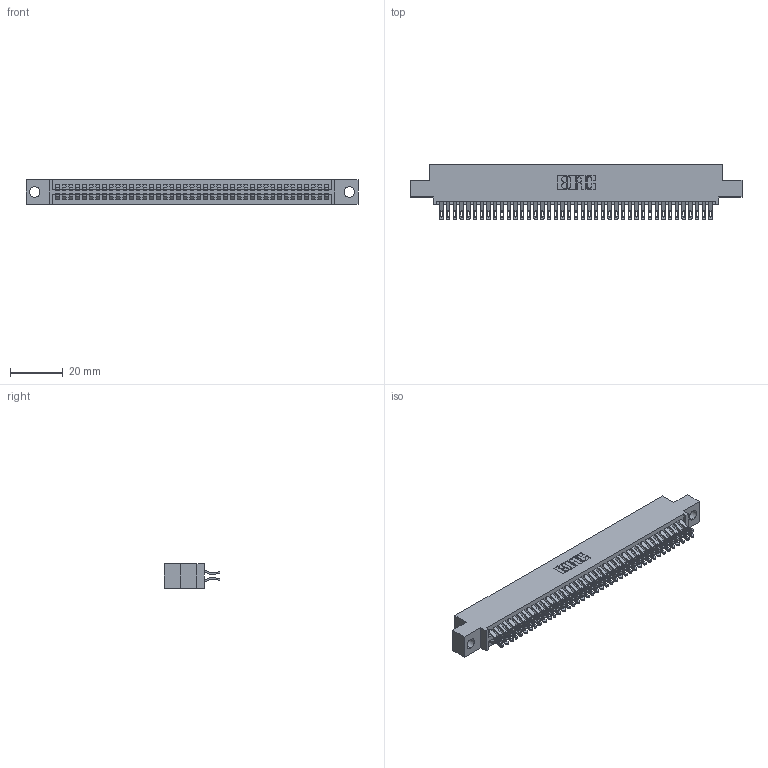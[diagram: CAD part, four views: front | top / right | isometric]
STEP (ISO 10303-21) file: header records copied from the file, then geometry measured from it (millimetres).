
FILE_DESCRIPTION (( 'STEP AP203' ), '1' );
FILE_NAME ('395-082-555-504.STEP', '2021-06-17T07:51:53', ( '' ), ( '' ), 'SwSTEP 2.0', 'SolidWorks 2020', '' );
FILE_SCHEMA (( 'CONFIG_CONTROL_DESIGN' ));
Length unit declared in the file: inch
Products named in the file (3): 345 Part_0.110 Offset - 0.156 Dia-TI; 395-082-555-504; 345-292-001_555 Tail
Assembly tree (83 placements, depth 2):
  395-082-555-504
    345 Part_0.110 Offset - 0.156 Dia-TI
    345-292-001_555 Tail  x82
Bounding box: 125.35 x 21.13 x 9.4 mm (x, y, z)
Volume: 12225.8 mm3; surface area: 18824.1 mm2
Topology: 83 solids, 83 shells, 4736 faces, 14903 edges, 9934 vertices
Faces by surface type: plane 2640, cylinder 2096
Entity records: 33181 total; most frequent: CARTESIAN_POINT 5604, ORIENTED_EDGE 5506, DIRECTION 4909, EDGE_CURVE 2753, LINE 2437, VECTOR 2437, VERTEX_POINT 1834, AXIS2_PLACEMENT_3D 1236
